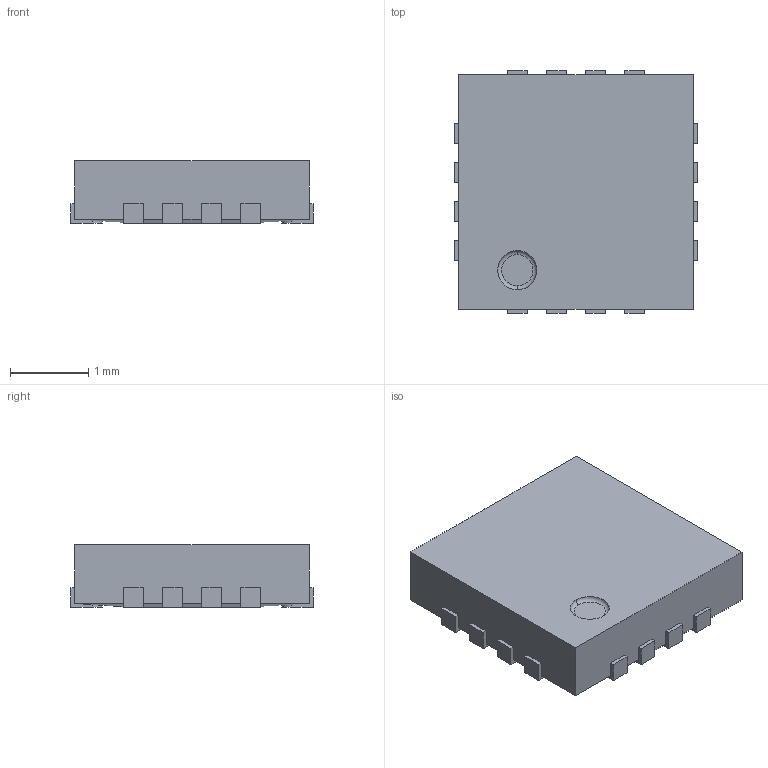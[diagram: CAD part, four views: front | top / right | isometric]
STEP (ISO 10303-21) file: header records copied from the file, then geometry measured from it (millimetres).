
FILE_DESCRIPTION (( 'STEP AP214' ), '1' );
FILE_NAME ( 'QFN50P300X300X80-17T155X155.STEP', '2016-10-27T22:47:34', ( '' ), ( '' ), 'FPX Expert 2013', 'PCB Libraries', '' );
FILE_SCHEMA (( 'AUTOMOTIVE_DESIGN' ));
Length unit declared in the file: millimetre
Products named in the file (1): QFN50P300X300X80-17T155X155
Bounding box: 3.1 x 3.1 x 0.8 mm (x, y, z)
Volume: 6.9 mm3; surface area: 40.1 mm2
Topology: 18 solids, 18 shells, 166 faces, 384 edges, 256 vertices
Faces by surface type: plane 132, cylinder 32, torus 2
Entity records: 5340 total; most frequent: CARTESIAN_POINT 807, DIRECTION 788, ORIENTED_EDGE 768, EDGE_CURVE 384, VECTOR 314, LINE 314, VERTEX_POINT 256, AXIS2_PLACEMENT_3D 237
